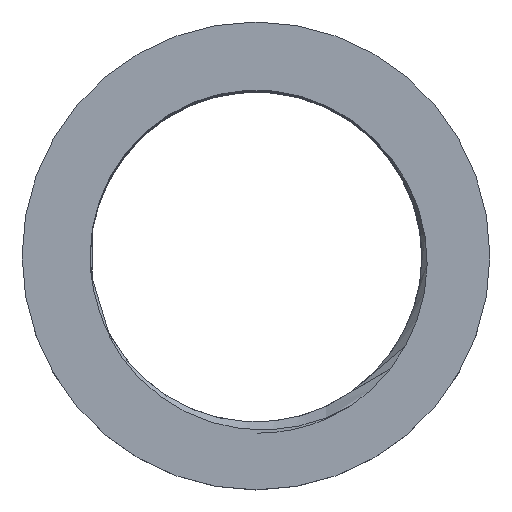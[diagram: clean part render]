
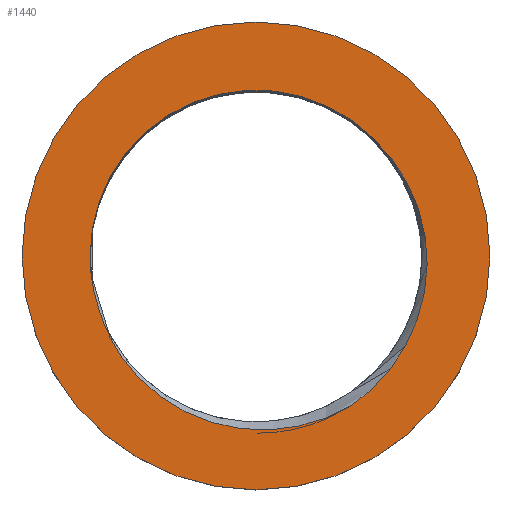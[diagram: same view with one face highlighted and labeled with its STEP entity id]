
A CAD part, top view. The second image highlights one B-rep face of the part: STEP entity #1440.
In plain terms, the highlighted planar face has unit normal (0, 0, 1).
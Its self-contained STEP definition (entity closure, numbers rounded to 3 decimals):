
#1440 = ADVANCED_FACE ( 'NONE', ( #6740, #6741 ), #6575, .T. ) ;
#2856 = EDGE_CURVE ( 'NONE', #13699, #13806, #7900, .T. ) ;
#3329 = VERTEX_POINT ( 'NONE', #8344 ) ;
#3331 = VERTEX_POINT ( 'NONE', #8346 ) ;
#3341 = VERTEX_POINT ( 'NONE', #8356 ) ;
#3362 = VERTEX_POINT ( 'NONE', #8377 ) ;
#4661 = AXIS2_PLACEMENT_3D ( 'NONE', #6576, #6577, #6578 ) ;
#6575 = PLANE ( 'NONE',  #4661 ) ;
#6576 = CARTESIAN_POINT ( 'NONE',  ( -7.135, -7.135, 38. ) ) ;
#6577 = DIRECTION ( 'NONE',  ( 0., 0., 1. ) ) ;
#6578 = DIRECTION ( 'NONE',  ( 1., 0., 0. ) ) ;
#6740 = FACE_BOUND ( 'NONE', #14015, .T. ) ;
#6741 = FACE_OUTER_BOUND ( 'NONE', #14032, .T. ) ;
#7676 = AXIS2_PLACEMENT_3D ( 'NONE', #8223, #8224, #8225 ) ;
#7724 = AXIS2_PLACEMENT_3D ( 'NONE', #9837, #9838, #9839 ) ;
#7726 = AXIS2_PLACEMENT_3D ( 'NONE', #10235, #10236, #10237 ) ;
#7764 = AXIS2_PLACEMENT_3D ( 'NONE', #10713, #10714, #10715 ) ;
#7900 = CIRCLE ( 'NONE', #7676, 7.05 ) ;
#8223 = CARTESIAN_POINT ( 'NONE',  ( 0., 0., 38. ) ) ;
#8224 = DIRECTION ( 'NONE',  ( 0., 0., 1. ) ) ;
#8225 = DIRECTION ( 'NONE',  ( -1., 0., 0. ) ) ;
#8344 = CARTESIAN_POINT ( 'NONE',  ( -5., 0., 38. ) ) ;
#8346 = CARTESIAN_POINT ( 'NONE',  ( 3.536, 3.536, 38. ) ) ;
#8356 = CARTESIAN_POINT ( 'NONE',  ( 2.885, -4.506, 38. ) ) ;
#8377 = CARTESIAN_POINT ( 'NONE',  ( -4.725, -1.636, 38. ) ) ;
#9171 = CIRCLE ( 'NONE', #7724, 5. ) ;
#9177 = CIRCLE ( 'NONE', #7726, 7.05 ) ;
#9837 = CARTESIAN_POINT ( 'NONE',  ( 0., 0., 38. ) ) ;
#9838 = DIRECTION ( 'NONE',  ( 0., 0., -1. ) ) ;
#9839 = DIRECTION ( 'NONE',  ( -1., 0., 0. ) ) ;
#10235 = CARTESIAN_POINT ( 'NONE',  ( 0., 0., 38. ) ) ;
#10236 = DIRECTION ( 'NONE',  ( 0., 0., 1. ) ) ;
#10237 = DIRECTION ( 'NONE',  ( -1., 0., 0. ) ) ;
#10713 = CARTESIAN_POINT ( 'NONE',  ( 0., 0., 38. ) ) ;
#10714 = DIRECTION ( 'NONE',  ( 0., 0., -1. ) ) ;
#10715 = DIRECTION ( 'NONE',  ( -1., 0., 0. ) ) ;
#10719 = CARTESIAN_POINT ( 'NONE',  ( 2.885, -4.506, 38. ) ) ;
#10720 = CARTESIAN_POINT ( 'NONE',  ( 2.546, -4.705, 38. ) ) ;
#10721 = CARTESIAN_POINT ( 'NONE',  ( 2.191, -4.865, 38. ) ) ;
#10722 = CARTESIAN_POINT ( 'NONE',  ( 1.447, -5.107, 38. ) ) ;
#10723 = CARTESIAN_POINT ( 'NONE',  ( 1.065, -5.187, 38. ) ) ;
#10724 = CARTESIAN_POINT ( 'NONE',  ( 0.294, -5.26, 38. ) ) ;
#10725 = CARTESIAN_POINT ( 'NONE',  ( -0.101, -5.252, 38. ) ) ;
#10726 = CARTESIAN_POINT ( 'NONE',  ( -0.876, -5.149, 38. ) ) ;
#10727 = CARTESIAN_POINT ( 'NONE',  ( -1.259, -5.053, 38. ) ) ;
#10728 = CARTESIAN_POINT ( 'NONE',  ( -1.984, -4.782, 38. ) ) ;
#10729 = CARTESIAN_POINT ( 'NONE',  ( -2.332, -4.606, 38. ) ) ;
#10730 = CARTESIAN_POINT ( 'NONE',  ( -2.986, -4.174, 38. ) ) ;
#10731 = CARTESIAN_POINT ( 'NONE',  ( -3.289, -3.921, 38. ) ) ;
#10732 = CARTESIAN_POINT ( 'NONE',  ( -3.694, -3.497, 38. ) ) ;
#10733 = CARTESIAN_POINT ( 'NONE',  ( -3.821, -3.346, 38. ) ) ;
#10734 = CARTESIAN_POINT ( 'NONE',  ( -4.056, -3.034, 38. ) ) ;
#10735 = CARTESIAN_POINT ( 'NONE',  ( -4.163, -2.873, 38. ) ) ;
#10736 = CARTESIAN_POINT ( 'NONE',  ( -4.455, -2.371, 38. ) ) ;
#10737 = CARTESIAN_POINT ( 'NONE',  ( -4.612, -2.012, 38. ) ) ;
#10738 = CARTESIAN_POINT ( 'NONE',  ( -4.725, -1.636, 38. ) ) ;
#10739 = CARTESIAN_POINT ( 'NONE',  ( 3.536, 3.536, 38. ) ) ;
#10740 = CARTESIAN_POINT ( 'NONE',  ( 3.819, 3.271, 38. ) ) ;
#10741 = CARTESIAN_POINT ( 'NONE',  ( 4.069, 2.978, 38. ) ) ;
#10742 = CARTESIAN_POINT ( 'NONE',  ( 4.502, 2.337, 38. ) ) ;
#10743 = CARTESIAN_POINT ( 'NONE',  ( 4.681, 1.994, 38. ) ) ;
#10744 = CARTESIAN_POINT ( 'NONE',  ( 4.956, 1.28, 38. ) ) ;
#10745 = CARTESIAN_POINT ( 'NONE',  ( 5.054, 0.903, 38. ) ) ;
#10746 = CARTESIAN_POINT ( 'NONE',  ( 5.163, 0.137, 38. ) ) ;
#10747 = CARTESIAN_POINT ( 'NONE',  ( 5.173, -0.253, 38. ) ) ;
#10748 = CARTESIAN_POINT ( 'NONE',  ( 5.107, -1.015, 38. ) ) ;
#10749 = CARTESIAN_POINT ( 'NONE',  ( 5.03, -1.394, 38. ) ) ;
#10750 = CARTESIAN_POINT ( 'NONE',  ( 4.795, -2.132, 38. ) ) ;
#10751 = CARTESIAN_POINT ( 'NONE',  ( 4.636, -2.488, 38. ) ) ;
#10752 = CARTESIAN_POINT ( 'NONE',  ( 4.246, -3.156, 38. ) ) ;
#10753 = CARTESIAN_POINT ( 'NONE',  ( 4.015, -3.468, 38. ) ) ;
#10754 = CARTESIAN_POINT ( 'NONE',  ( 3.495, -4.03, 38. ) ) ;
#10755 = CARTESIAN_POINT ( 'NONE',  ( 3.203, -4.285, 38. ) ) ;
#10756 = CARTESIAN_POINT ( 'NONE',  ( 2.885, -4.506, 38. ) ) ;
#11272 = CIRCLE ( 'NONE', #7764, 5. ) ;
#11987 = CARTESIAN_POINT ( 'NONE',  ( -7.05, 0., 38. ) ) ;
#12094 = CARTESIAN_POINT ( 'NONE',  ( 7.05, 0., 38. ) ) ;
#12883 = B_SPLINE_CURVE_WITH_KNOTS ( 'NONE', 3,
 ( #10739, #10740, #10741, #10742, #10743, #10744, #10745, #10746, #10747, #10748, #10749, #10750, #10751, #10752, #10753, #10754, #10755, #10756 ),
 .UNSPECIFIED., .F., .F.,
 ( 4, 2, 2, 2, 2, 2, 2, 2, 4 ),
 ( 0., 0.001, 0.002, 0.003, 0.005, 0.006, 0.007, 0.008, 0.009 ),
 .UNSPECIFIED. ) ;
#12884 = B_SPLINE_CURVE_WITH_KNOTS ( 'NONE', 3,
 ( #10719, #10720, #10721, #10722, #10723, #10724, #10725, #10726, #10727, #10728, #10729, #10730, #10731, #10732, #10733, #10734, #10735, #10736, #10737, #10738 ),
 .UNSPECIFIED., .F., .F.,
 ( 4, 2, 2, 2, 2, 2, 2, 2, 2, 4 ),
 ( 0., 0.001, 0.002, 0.004, 0.005, 0.006, 0.007, 0.008, 0.008, 0.009 ),
 .UNSPECIFIED. ) ;
#13404 = EDGE_CURVE ( 'NONE', #3329, #3331, #9171, .T. ) ;
#13452 = EDGE_CURVE ( 'NONE', #13806, #13699, #9177, .T. ) ;
#13636 = EDGE_CURVE ( 'NONE', #3362, #3329, #11272, .T. ) ;
#13638 = EDGE_CURVE ( 'NONE', #3341, #3362, #12884, .T. ) ;
#13639 = EDGE_CURVE ( 'NONE', #3331, #3341, #12883, .T. ) ;
#13699 = VERTEX_POINT ( 'NONE', #11987 ) ;
#13806 = VERTEX_POINT ( 'NONE', #12094 ) ;
#14015 = EDGE_LOOP ( 'NONE', ( #14898, #14899, #14900, #14901 ) ) ;
#14032 = EDGE_LOOP ( 'NONE', ( #14902, #14903 ) ) ;
#14898 = ORIENTED_EDGE ( 'NONE', *, *, #13638, .T. ) ;
#14899 = ORIENTED_EDGE ( 'NONE', *, *, #13636, .T. ) ;
#14900 = ORIENTED_EDGE ( 'NONE', *, *, #13404, .T. ) ;
#14901 = ORIENTED_EDGE ( 'NONE', *, *, #13639, .T. ) ;
#14902 = ORIENTED_EDGE ( 'NONE', *, *, #2856, .T. ) ;
#14903 = ORIENTED_EDGE ( 'NONE', *, *, #13452, .T. ) ;
